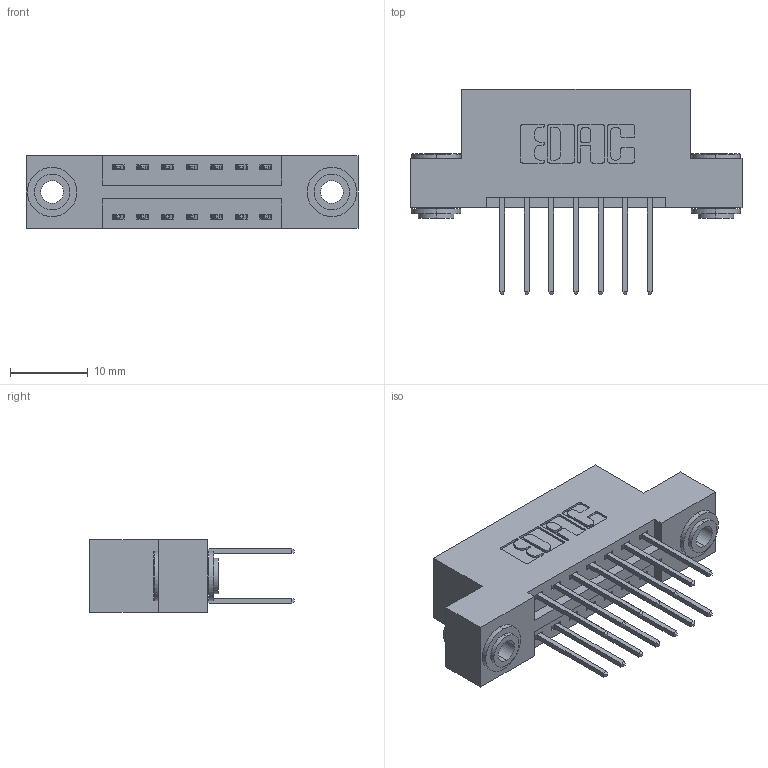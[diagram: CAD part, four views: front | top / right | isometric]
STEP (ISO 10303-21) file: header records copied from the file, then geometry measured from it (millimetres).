
FILE_DESCRIPTION (( 'STEP AP203' ), '1' );
FILE_NAME ('346-014-522-203.STEP', '2022-05-18T14:08:58', ( '' ), ( '' ), 'SwSTEP 2.0', 'SolidWorks 2020', '' );
FILE_SCHEMA (( 'CONFIG_CONTROL_DESIGN' ));
Length unit declared in the file: inch
Products named in the file (4): 346 Part_Flush Mounting Lugs - 0.156 Dia-TH; 345-250-002_345-250-002-102; 346-014-522-203; 345-292-001_345-293-122
Assembly tree (17 placements, depth 2):
  346-014-522-203
    346 Part_Flush Mounting Lugs - 0.156 Dia-TH
    345-292-001_345-293-122  x14
    345-250-002_345-250-002-102  x2
Bounding box: 42.8 x 26.42 x 9.4 mm (x, y, z)
Volume: 3938.8 mm3; surface area: 5279 mm2
Topology: 17 solids, 17 shells, 902 faces, 2611 edges, 1718 vertices
Faces by surface type: plane 590, cylinder 304, cone 8
Entity records: 10364 total; most frequent: CARTESIAN_POINT 1737, ORIENTED_EDGE 1662, DIRECTION 1613, EDGE_CURVE 831, LINE 647, VECTOR 647, VERTEX_POINT 550, AXIS2_PLACEMENT_3D 483
